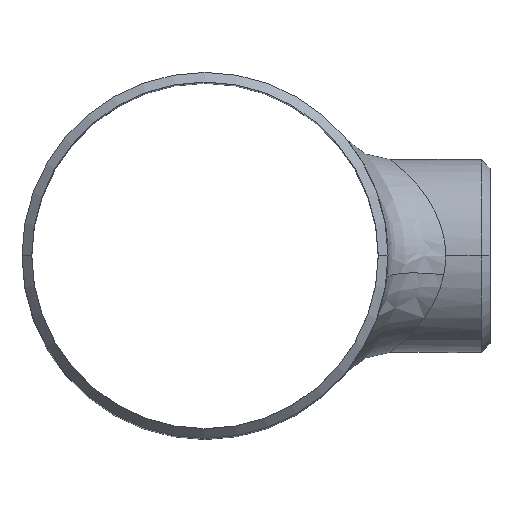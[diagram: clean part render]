
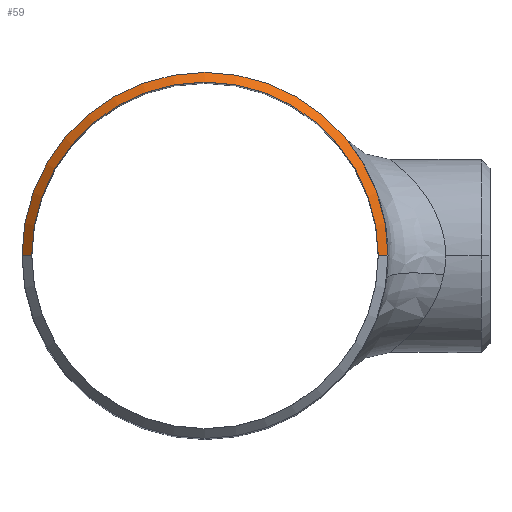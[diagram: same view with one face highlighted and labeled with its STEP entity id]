
A CAD part, top view. The second image highlights one B-rep face of the part: STEP entity #59.
In plain terms, the highlighted conical face has half-angle 45 degrees and reference radius 54.12 mm.
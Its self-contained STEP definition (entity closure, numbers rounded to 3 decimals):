
#4 = CARTESIAN_POINT ( 'NONE',  ( -54.12, 0., 104.8 ) ) ;
#25 = EDGE_CURVE ( 'NONE', #1038, #795, #2072, .T. ) ;
#42 = CIRCLE ( 'NONE', #950, 57.15 ) ;
#59 = ADVANCED_FACE ( 'NONE', ( #2204 ), #510, .T. ) ;
#120 = DIRECTION ( 'NONE',  ( 0., 0., -1. ) ) ;
#131 = ORIENTED_EDGE ( 'NONE', *, *, #25, .F. ) ;
#236 = CARTESIAN_POINT ( 'NONE',  ( -57.15, 0., 101.77 ) ) ;
#323 = EDGE_LOOP ( 'NONE', ( #1726, #1270, #1008, #131 ) ) ;
#438 = LINE ( 'NONE', #2118, #505 ) ;
#494 = VERTEX_POINT ( 'NONE', #1373 ) ;
#505 = VECTOR ( 'NONE', #934, 1000. ) ;
#510 = CONICAL_SURFACE ( 'NONE', #1207, 54.12, 0.785 ) ;
#640 = DIRECTION ( 'NONE',  ( -1., 0., 0. ) ) ;
#663 = AXIS2_PLACEMENT_3D ( 'NONE', #1756, #1242, #703 ) ;
#703 = DIRECTION ( 'NONE',  ( 1., 0., 0. ) ) ;
#795 = VERTEX_POINT ( 'NONE', #236 ) ;
#832 = DIRECTION ( 'NONE',  ( 1., 0., 0. ) ) ;
#934 = DIRECTION ( 'NONE',  ( 0.707, 0., -0.707 ) ) ;
#950 = AXIS2_PLACEMENT_3D ( 'NONE', #1215, #1043, #832 ) ;
#1008 = ORIENTED_EDGE ( 'NONE', *, *, #1811, .F. ) ;
#1038 = VERTEX_POINT ( 'NONE', #4 ) ;
#1043 = DIRECTION ( 'NONE',  ( 0., 0., -1. ) ) ;
#1207 = AXIS2_PLACEMENT_3D ( 'NONE', #1523, #120, #640 ) ;
#1215 = CARTESIAN_POINT ( 'NONE',  ( 0., 0., 101.77 ) ) ;
#1241 = EDGE_CURVE ( 'NONE', #494, #2085, #438, .T. ) ;
#1242 = DIRECTION ( 'NONE',  ( 0., 0., 1. ) ) ;
#1252 = CIRCLE ( 'NONE', #663, 54.12 ) ;
#1270 = ORIENTED_EDGE ( 'NONE', *, *, #1241, .T. ) ;
#1373 = CARTESIAN_POINT ( 'NONE',  ( 54.12, 0., 104.8 ) ) ;
#1523 = CARTESIAN_POINT ( 'NONE',  ( 0., 0., 104.8 ) ) ;
#1726 = ORIENTED_EDGE ( 'NONE', *, *, #2255, .F. ) ;
#1756 = CARTESIAN_POINT ( 'NONE',  ( 0., 0., 104.8 ) ) ;
#1811 = EDGE_CURVE ( 'NONE', #795, #2085, #42, .T. ) ;
#1879 = DIRECTION ( 'NONE',  ( -0.707, 0., -0.707 ) ) ;
#2057 = VECTOR ( 'NONE', #1879, 1000. ) ;
#2072 = LINE ( 'NONE', #2216, #2057 ) ;
#2073 = CARTESIAN_POINT ( 'NONE',  ( 57.15, 0., 101.77 ) ) ;
#2085 = VERTEX_POINT ( 'NONE', #2073 ) ;
#2118 = CARTESIAN_POINT ( 'NONE',  ( 54.12, 0., 104.8 ) ) ;
#2204 = FACE_OUTER_BOUND ( 'NONE', #323, .T. ) ;
#2216 = CARTESIAN_POINT ( 'NONE',  ( -54.12, 0., 104.8 ) ) ;
#2255 = EDGE_CURVE ( 'NONE', #494, #1038, #1252, .T. ) ;
